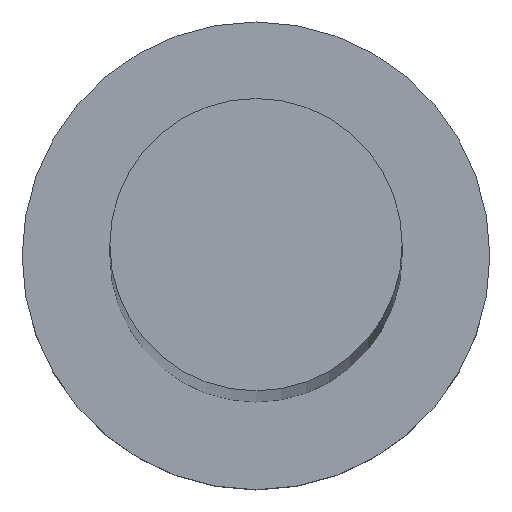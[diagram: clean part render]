
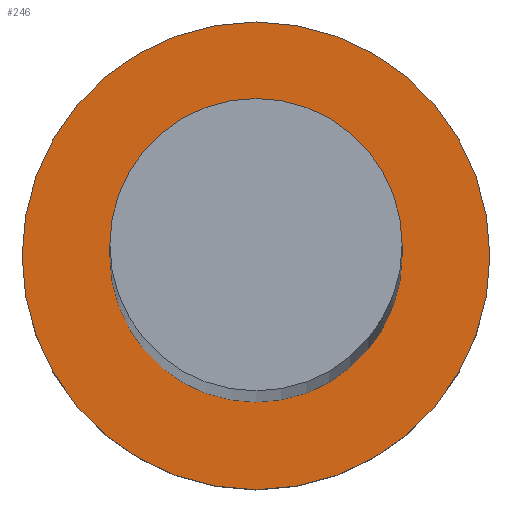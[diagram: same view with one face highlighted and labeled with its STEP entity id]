
A CAD part, top view. The second image highlights one B-rep face of the part: STEP entity #246.
In plain terms, the highlighted planar face has unit normal (0, 0, 1).
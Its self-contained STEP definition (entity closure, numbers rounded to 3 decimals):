
#3 = AXIS2_PLACEMENT_3D ( 'NONE', #37, #245, #104 ) ;
#8 = EDGE_LOOP ( 'NONE', ( #117, #28 ) ) ;
#10 = ORIENTED_EDGE ( 'NONE', *, *, #13, .T. ) ;
#13 = EDGE_CURVE ( 'NONE', #219, #51, #251, .T. ) ;
#17 = DIRECTION ( 'NONE',  ( 1., 0., 0. ) ) ;
#19 = CARTESIAN_POINT ( 'NONE',  ( 0., 0., 5. ) ) ;
#22 = CARTESIAN_POINT ( 'NONE',  ( 0., 0., 5. ) ) ;
#23 = CARTESIAN_POINT ( 'NONE',  ( 5., 0., 5. ) ) ;
#25 = CARTESIAN_POINT ( 'NONE',  ( -5., 0., 5. ) ) ;
#28 = ORIENTED_EDGE ( 'NONE', *, *, #231, .F. ) ;
#34 = DIRECTION ( 'NONE',  ( 1., 0., 0. ) ) ;
#37 = CARTESIAN_POINT ( 'NONE',  ( 0., 0., 5. ) ) ;
#51 = VERTEX_POINT ( 'NONE', #174 ) ;
#68 = DIRECTION ( 'NONE',  ( 0., 0., 1. ) ) ;
#84 = EDGE_CURVE ( 'NONE', #51, #219, #202, .T. ) ;
#86 = AXIS2_PLACEMENT_3D ( 'NONE', #189, #116, #17 ) ;
#91 = ORIENTED_EDGE ( 'NONE', *, *, #84, .T. ) ;
#93 = VERTEX_POINT ( 'NONE', #23 ) ;
#98 = AXIS2_PLACEMENT_3D ( 'NONE', #19, #175, #34 ) ;
#102 = CIRCLE ( 'NONE', #135, 5. ) ;
#104 = DIRECTION ( 'NONE',  ( 1., 0., 0. ) ) ;
#106 = CIRCLE ( 'NONE', #111, 5. ) ;
#111 = AXIS2_PLACEMENT_3D ( 'NONE', #214, #194, #176 ) ;
#116 = DIRECTION ( 'NONE',  ( 0., 0., 1. ) ) ;
#117 = ORIENTED_EDGE ( 'NONE', *, *, #131, .F. ) ;
#131 = EDGE_CURVE ( 'NONE', #146, #93, #102, .T. ) ;
#134 = PLANE ( 'NONE',  #86 ) ;
#135 = AXIS2_PLACEMENT_3D ( 'NONE', #22, #68, #141 ) ;
#141 = DIRECTION ( 'NONE',  ( 1., 0., 0. ) ) ;
#146 = VERTEX_POINT ( 'NONE', #25 ) ;
#155 = EDGE_LOOP ( 'NONE', ( #10, #91 ) ) ;
#171 = FACE_OUTER_BOUND ( 'NONE', #155, .T. ) ;
#174 = CARTESIAN_POINT ( 'NONE',  ( 8., 0., 5. ) ) ;
#175 = DIRECTION ( 'NONE',  ( 0., 0., 1. ) ) ;
#176 = DIRECTION ( 'NONE',  ( 1., 0., 0. ) ) ;
#189 = CARTESIAN_POINT ( 'NONE',  ( 0., 0., 5. ) ) ;
#194 = DIRECTION ( 'NONE',  ( 0., 0., 1. ) ) ;
#202 = CIRCLE ( 'NONE', #98, 8. ) ;
#212 = FACE_BOUND ( 'NONE', #8, .T. ) ;
#214 = CARTESIAN_POINT ( 'NONE',  ( 0., 0., 5. ) ) ;
#219 = VERTEX_POINT ( 'NONE', #248 ) ;
#231 = EDGE_CURVE ( 'NONE', #93, #146, #106, .T. ) ;
#245 = DIRECTION ( 'NONE',  ( 0., 0., 1. ) ) ;
#246 = ADVANCED_FACE ( 'NONE', ( #212, #171 ), #134, .T. ) ;
#248 = CARTESIAN_POINT ( 'NONE',  ( -8., 0., 5. ) ) ;
#251 = CIRCLE ( 'NONE', #3, 8. ) ;
